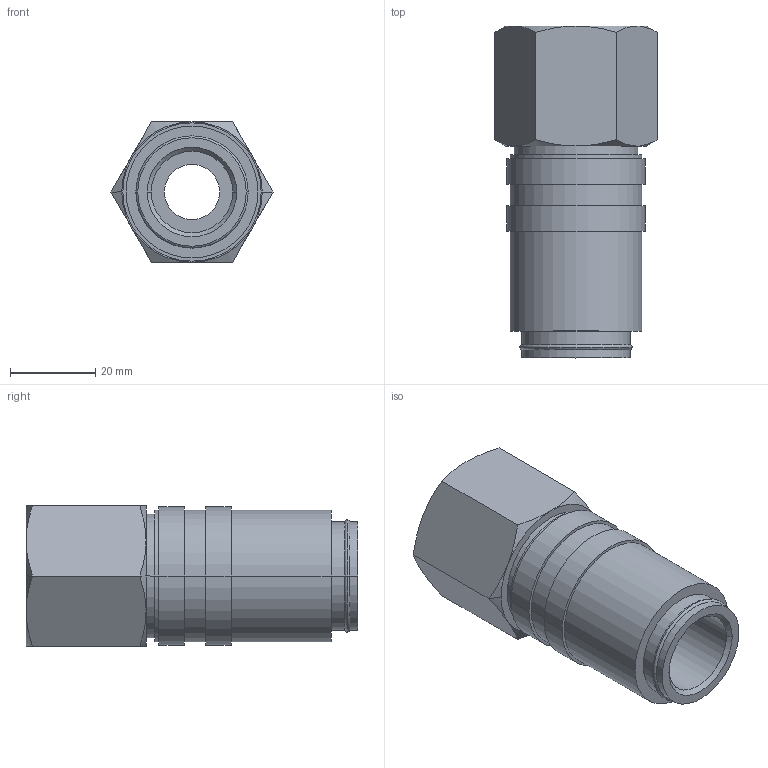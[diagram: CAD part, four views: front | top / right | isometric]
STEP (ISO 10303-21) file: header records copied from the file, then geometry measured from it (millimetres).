
FILE_DESCRIPTION(('STEP AP214'),'1');
FILE_NAME('eshg_34_iab.stp','2020-04-22T06:06:27',('TraceParts'),('TraceParts S.A.'),'Spatial InterOp 3D',' ',' ');
FILE_SCHEMA(('automotive_design'));
Length unit declared in the file: millimetre
Products named in the file (1): 1
Bounding box: 38.11 x 78 x 33 mm (x, y, z)
Volume: 43177.3 mm3; surface area: 14287 mm2
Topology: 1 solids, 1 shells, 63 faces, 130 edges, 78 vertices
Faces by surface type: cylinder 22, cone 20, plane 17, torus 4
Entity records: 2214 total; most frequent: CARTESIAN_POINT 368, DIRECTION 304, ORIENTED_EDGE 260, AXIS2_PLACEMENT_3D 134, EDGE_CURVE 130, VERTEX_POINT 78, EDGE_LOOP 74, CIRCLE 70
